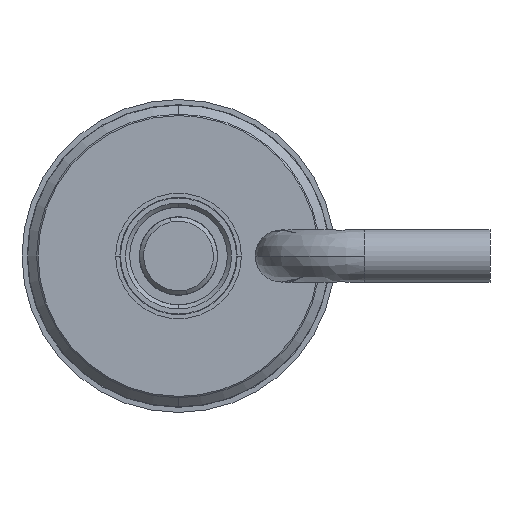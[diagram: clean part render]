
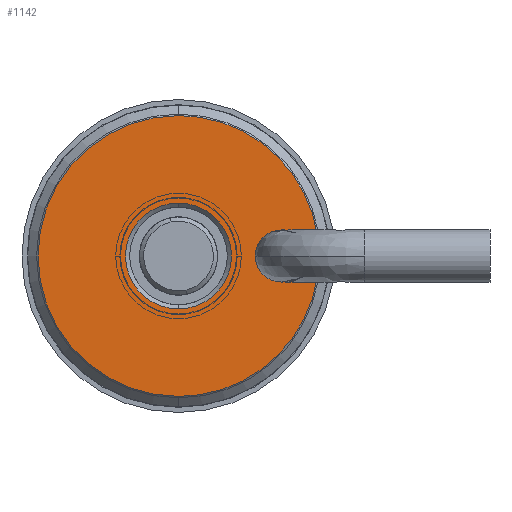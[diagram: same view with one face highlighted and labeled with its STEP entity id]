
A CAD part, left-side view. The second image highlights one B-rep face of the part: STEP entity #1142.
In plain terms, the highlighted planar face has unit normal (-1, 0, 0).
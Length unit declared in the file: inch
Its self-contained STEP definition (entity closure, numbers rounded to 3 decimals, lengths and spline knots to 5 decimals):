
#43 = CARTESIAN_POINT ( 'NONE',  ( 0., 0., 0. ) ) ;
#119 = DIRECTION ( 'NONE',  ( 1., 0., 0. ) ) ;
#142 = CARTESIAN_POINT ( 'NONE',  ( 0., 0., -0.3365 ) ) ;
#196 = DIRECTION ( 'NONE',  ( 0., 0., -1. ) ) ;
#248 = DIRECTION ( 'NONE',  ( -1., 0., 0. ) ) ;
#453 = VERTEX_POINT ( 'NONE', #142 ) ;
#504 = EDGE_LOOP ( 'NONE', ( #2613, #1228 ) ) ;
#516 = ORIENTED_EDGE ( 'NONE', *, *, #1945, .F. ) ;
#555 = DIRECTION ( 'NONE',  ( 0., 0., -1. ) ) ;
#574 = CARTESIAN_POINT ( 'NONE',  ( 0., 0., 0.3365 ) ) ;
#609 = VERTEX_POINT ( 'NONE', #1898 ) ;
#613 = VECTOR ( 'NONE', #2903, 39.37008 ) ;
#627 = ORIENTED_EDGE ( 'NONE', *, *, #1105, .T. ) ;
#668 = CARTESIAN_POINT ( 'NONE',  ( 0., 0., 0. ) ) ;
#726 = CARTESIAN_POINT ( 'NONE',  ( 0., 0.2365, 0. ) ) ;
#732 = CARTESIAN_POINT ( 'NONE',  ( 0., 0.2365, -0.0525 ) ) ;
#769 = CARTESIAN_POINT ( 'NONE',  ( 0., 0.33238, -0.0525 ) ) ;
#846 = EDGE_CURVE ( 'NONE', #904, #2601, #3235, .T. ) ;
#899 = DIRECTION ( 'NONE',  ( -1., 0., 0. ) ) ;
#904 = VERTEX_POINT ( 'NONE', #732 ) ;
#934 = DIRECTION ( 'NONE',  ( 0., 0., -1. ) ) ;
#1101 = DIRECTION ( 'NONE',  ( 1., 0., 0. ) ) ;
#1105 = EDGE_CURVE ( 'NONE', #3594, #609, #2788, .T. ) ;
#1142 = ADVANCED_FACE ( 'NONE', ( #1405, #2579 ), #2531, .F. ) ;
#1218 = AXIS2_PLACEMENT_3D ( 'NONE', #2196, #248, #1673 ) ;
#1228 = ORIENTED_EDGE ( 'NONE', *, *, #3585, .F. ) ;
#1287 = ORIENTED_EDGE ( 'NONE', *, *, #846, .T. ) ;
#1305 = DIRECTION ( 'NONE',  ( 0., 0., -1. ) ) ;
#1372 = EDGE_CURVE ( 'NONE', #609, #904, #2578, .T. ) ;
#1405 = FACE_OUTER_BOUND ( 'NONE', #2198, .T. ) ;
#1562 = VERTEX_POINT ( 'NONE', #574 ) ;
#1673 = DIRECTION ( 'NONE',  ( 0., 0., 1. ) ) ;
#1702 = VECTOR ( 'NONE', #3640, 39.37008 ) ;
#1706 = CIRCLE ( 'NONE', #2178, 0.3365 ) ;
#1760 = ORIENTED_EDGE ( 'NONE', *, *, #1372, .T. ) ;
#1803 = CARTESIAN_POINT ( 'NONE',  ( 0., 0., 0.127 ) ) ;
#1817 = CIRCLE ( 'NONE', #2699, 0.3365 ) ;
#1876 = CIRCLE ( 'NONE', #1218, 0.127 ) ;
#1898 = CARTESIAN_POINT ( 'NONE',  ( 0., 0.2365, 0.0525 ) ) ;
#1912 = EDGE_CURVE ( 'NONE', #453, #2601, #2936, .T. ) ;
#1945 = EDGE_CURVE ( 'NONE', #3594, #1562, #1706, .T. ) ;
#2076 = DIRECTION ( 'NONE',  ( 1., 0., 0. ) ) ;
#2110 = DIRECTION ( 'NONE',  ( 0., 0., -1. ) ) ;
#2132 = CARTESIAN_POINT ( 'NONE',  ( 0., 0., 0. ) ) ;
#2178 = AXIS2_PLACEMENT_3D ( 'NONE', #2132, #119, #2110 ) ;
#2196 = CARTESIAN_POINT ( 'NONE',  ( 0., 0., 0. ) ) ;
#2198 = EDGE_LOOP ( 'NONE', ( #516, #627, #1760, #1287, #3517, #3147 ) ) ;
#2316 = CARTESIAN_POINT ( 'NONE',  ( 0., 0., 0. ) ) ;
#2343 = AXIS2_PLACEMENT_3D ( 'NONE', #43, #1101, #555 ) ;
#2351 = VERTEX_POINT ( 'NONE', #1803 ) ;
#2398 = CARTESIAN_POINT ( 'NONE',  ( 0., 0.2365, -0.0525 ) ) ;
#2531 = PLANE ( 'NONE',  #2343 ) ;
#2560 = CARTESIAN_POINT ( 'NONE',  ( 0., 0.2365, 0.0525 ) ) ;
#2578 = CIRCLE ( 'NONE', #3528, 0.0525 ) ;
#2579 = FACE_BOUND ( 'NONE', #504, .T. ) ;
#2600 = CARTESIAN_POINT ( 'NONE',  ( 0., 0., -0.127 ) ) ;
#2601 = VERTEX_POINT ( 'NONE', #769 ) ;
#2602 = EDGE_CURVE ( 'NONE', #1562, #453, #1817, .T. ) ;
#2613 = ORIENTED_EDGE ( 'NONE', *, *, #3021, .F. ) ;
#2699 = AXIS2_PLACEMENT_3D ( 'NONE', #2743, #3376, #196 ) ;
#2743 = CARTESIAN_POINT ( 'NONE',  ( 0., 0., 0. ) ) ;
#2775 = CIRCLE ( 'NONE', #2834, 0.127 ) ;
#2788 = LINE ( 'NONE', #2560, #1702 ) ;
#2829 = DIRECTION ( 'NONE',  ( 0., 0., 1. ) ) ;
#2834 = AXIS2_PLACEMENT_3D ( 'NONE', #2316, #899, #2829 ) ;
#2903 = DIRECTION ( 'NONE',  ( 0., 1., 0. ) ) ;
#2936 = CIRCLE ( 'NONE', #3419, 0.3365 ) ;
#3021 = EDGE_CURVE ( 'NONE', #2351, #3225, #1876, .T. ) ;
#3147 = ORIENTED_EDGE ( 'NONE', *, *, #2602, .F. ) ;
#3156 = CARTESIAN_POINT ( 'NONE',  ( 0., 0.33238, 0.0525 ) ) ;
#3225 = VERTEX_POINT ( 'NONE', #2600 ) ;
#3235 = LINE ( 'NONE', #2398, #613 ) ;
#3376 = DIRECTION ( 'NONE',  ( 1., 0., 0. ) ) ;
#3419 = AXIS2_PLACEMENT_3D ( 'NONE', #668, #2076, #934 ) ;
#3517 = ORIENTED_EDGE ( 'NONE', *, *, #1912, .F. ) ;
#3528 = AXIS2_PLACEMENT_3D ( 'NONE', #726, #3546, #1305 ) ;
#3546 = DIRECTION ( 'NONE',  ( 1., 0., 0. ) ) ;
#3585 = EDGE_CURVE ( 'NONE', #3225, #2351, #2775, .T. ) ;
#3594 = VERTEX_POINT ( 'NONE', #3156 ) ;
#3640 = DIRECTION ( 'NONE',  ( 0., -1., 0. ) ) ;
